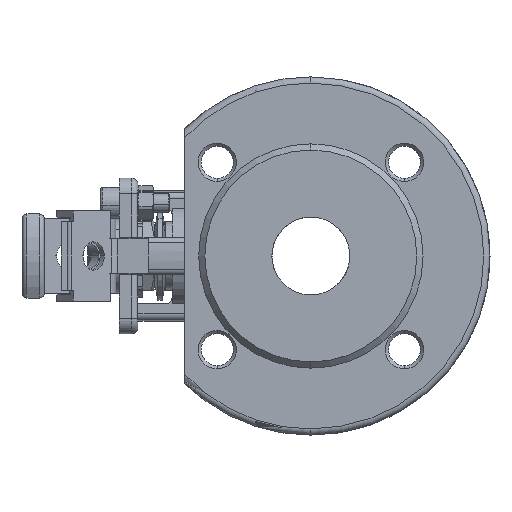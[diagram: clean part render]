
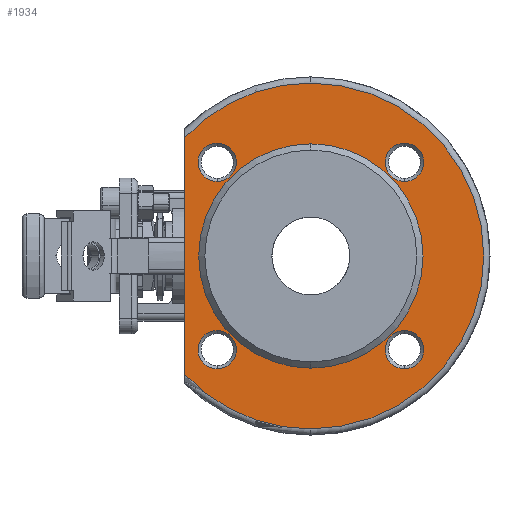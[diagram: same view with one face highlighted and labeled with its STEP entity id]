
A CAD part, left-side view. The second image highlights one B-rep face of the part: STEP entity #1934.
In plain terms, the highlighted planar face has unit normal (-1, 0, 0).
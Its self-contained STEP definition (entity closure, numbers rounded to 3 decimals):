
#237 = CARTESIAN_POINT ( 'NONE',  ( -23., 30.052, -30.052 ) ) ;
#437 = FACE_BOUND ( 'NONE', #24662, .T. ) ;
#1446 = CARTESIAN_POINT ( 'NONE',  ( -23., 0., 0. ) ) ;
#1934 = ADVANCED_FACE ( 'NONE', ( #6533, #437, #14124, #19636, #23686, #5018 ), #12200, .T. ) ;
#1960 = AXIS2_PLACEMENT_3D ( 'NONE', #24688, #21446, #5351 ) ;
#2260 = AXIS2_PLACEMENT_3D ( 'NONE', #35947, #29557, #7119 ) ;
#2371 = EDGE_LOOP ( 'NONE', ( #34590, #17993, #8973, #9643 ) ) ;
#2554 = CARTESIAN_POINT ( 'NONE',  ( -23., 0., 0. ) ) ;
#3038 = AXIS2_PLACEMENT_3D ( 'NONE', #35536, #9400, #38818 ) ;
#4156 = LINE ( 'NONE', #26197, #29382 ) ;
#4338 = CARTESIAN_POINT ( 'NONE',  ( -23., -30.052, -23.902 ) ) ;
#4704 = DIRECTION ( 'NONE',  ( 0., 0., 1. ) ) ;
#4907 = CARTESIAN_POINT ( 'NONE',  ( -23., 0., -36. ) ) ;
#4921 = EDGE_LOOP ( 'NONE', ( #41182, #33629 ) ) ;
#5018 = FACE_OUTER_BOUND ( 'NONE', #2371, .T. ) ;
#5180 = CIRCLE ( 'NONE', #1960, 6.15 ) ;
#5351 = DIRECTION ( 'NONE',  ( 0., 0., 1. ) ) ;
#5656 = VERTEX_POINT ( 'NONE', #12714 ) ;
#5735 = VERTEX_POINT ( 'NONE', #9656 ) ;
#6328 = CIRCLE ( 'NONE', #40145, 55.5 ) ;
#6344 = ORIENTED_EDGE ( 'NONE', *, *, #17647, .T. ) ;
#6533 = FACE_BOUND ( 'NONE', #4921, .T. ) ;
#7119 = DIRECTION ( 'NONE',  ( 0., 0., 1. ) ) ;
#7282 = DIRECTION ( 'NONE',  ( 1., 0., 0. ) ) ;
#8406 = VERTEX_POINT ( 'NONE', #41191 ) ;
#8749 = DIRECTION ( 'NONE',  ( 1., 0., 0. ) ) ;
#8973 = ORIENTED_EDGE ( 'NONE', *, *, #39945, .T. ) ;
#9014 = EDGE_LOOP ( 'NONE', ( #31243, #13977 ) ) ;
#9225 = EDGE_CURVE ( 'NONE', #29476, #13847, #18573, .T. ) ;
#9400 = DIRECTION ( 'NONE',  ( -1., 0., 0. ) ) ;
#9493 = EDGE_CURVE ( 'NONE', #13093, #18441, #20602, .T. ) ;
#9643 = ORIENTED_EDGE ( 'NONE', *, *, #17120, .F. ) ;
#9656 = CARTESIAN_POINT ( 'NONE',  ( -23., -30.052, -36.202 ) ) ;
#9808 = AXIS2_PLACEMENT_3D ( 'NONE', #26638, #7282, #39803 ) ;
#10946 = CARTESIAN_POINT ( 'NONE',  ( -23., 0., 0. ) ) ;
#11560 = AXIS2_PLACEMENT_3D ( 'NONE', #27875, #37769, #31367 ) ;
#11856 = ORIENTED_EDGE ( 'NONE', *, *, #27563, .T. ) ;
#12167 = DIRECTION ( 'NONE',  ( 1., 0., 0. ) ) ;
#12200 = PLANE ( 'NONE',  #15090 ) ;
#12593 = CIRCLE ( 'NONE', #16812, 55.5 ) ;
#12714 = CARTESIAN_POINT ( 'NONE',  ( -23., 40.5, -37.947 ) ) ;
#13093 = VERTEX_POINT ( 'NONE', #24530 ) ;
#13544 = DIRECTION ( 'NONE',  ( 0., 0., 1. ) ) ;
#13847 = VERTEX_POINT ( 'NONE', #21802 ) ;
#13977 = ORIENTED_EDGE ( 'NONE', *, *, #19009, .F. ) ;
#14104 = CARTESIAN_POINT ( 'NONE',  ( -23., 30.052, 36.202 ) ) ;
#14124 = FACE_BOUND ( 'NONE', #32480, .T. ) ;
#14279 = CIRCLE ( 'NONE', #35685, 6.15 ) ;
#14554 = VERTEX_POINT ( 'NONE', #22123 ) ;
#14625 = CARTESIAN_POINT ( 'NONE',  ( -23., 30.052, -23.902 ) ) ;
#15090 = AXIS2_PLACEMENT_3D ( 'NONE', #34257, #31253, #34798 ) ;
#15418 = DIRECTION ( 'NONE',  ( 0., 0., 1. ) ) ;
#15424 = CARTESIAN_POINT ( 'NONE',  ( -23., 30.052, 30.052 ) ) ;
#16681 = VERTEX_POINT ( 'NONE', #40295 ) ;
#16694 = CARTESIAN_POINT ( 'NONE',  ( -23., 30.052, -30.052 ) ) ;
#16812 = AXIS2_PLACEMENT_3D ( 'NONE', #23358, #20374, #33499 ) ;
#16964 = DIRECTION ( 'NONE',  ( 1., 0., 0. ) ) ;
#17074 = EDGE_CURVE ( 'NONE', #5735, #35481, #35479, .T. ) ;
#17120 = EDGE_CURVE ( 'NONE', #5656, #14554, #4156, .T. ) ;
#17195 = AXIS2_PLACEMENT_3D ( 'NONE', #15424, #8749, #18965 ) ;
#17631 = CIRCLE ( 'NONE', #3038, 36. ) ;
#17647 = EDGE_CURVE ( 'NONE', #26567, #20421, #41541, .T. ) ;
#17714 = EDGE_CURVE ( 'NONE', #18441, #13093, #28870, .T. ) ;
#17849 = DIRECTION ( 'NONE',  ( 0., 0., 1. ) ) ;
#17993 = ORIENTED_EDGE ( 'NONE', *, *, #36127, .T. ) ;
#18380 = CARTESIAN_POINT ( 'NONE',  ( -23., -30.052, 30.052 ) ) ;
#18441 = VERTEX_POINT ( 'NONE', #29609 ) ;
#18573 = CIRCLE ( 'NONE', #22950, 6.15 ) ;
#18965 = DIRECTION ( 'NONE',  ( 0., 0., 1. ) ) ;
#19009 = EDGE_CURVE ( 'NONE', #40488, #39281, #38906, .T. ) ;
#19636 = FACE_BOUND ( 'NONE', #20786, .T. ) ;
#20330 = AXIS2_PLACEMENT_3D ( 'NONE', #2554, #31357, #15418 ) ;
#20374 = DIRECTION ( 'NONE',  ( -1., 0., 0. ) ) ;
#20421 = VERTEX_POINT ( 'NONE', #14104 ) ;
#20468 = ORIENTED_EDGE ( 'NONE', *, *, #9225, .T. ) ;
#20602 = CIRCLE ( 'NONE', #11560, 6.15 ) ;
#20786 = EDGE_LOOP ( 'NONE', ( #20468, #20847 ) ) ;
#20847 = ORIENTED_EDGE ( 'NONE', *, *, #33575, .T. ) ;
#20948 = DIRECTION ( 'NONE',  ( -1., 0., 0. ) ) ;
#21446 = DIRECTION ( 'NONE',  ( 1., 0., 0. ) ) ;
#21802 = CARTESIAN_POINT ( 'NONE',  ( -23., 30.052, -36.202 ) ) ;
#22123 = CARTESIAN_POINT ( 'NONE',  ( -23., 40.5, 37.947 ) ) ;
#22950 = AXIS2_PLACEMENT_3D ( 'NONE', #16694, #16964, #32779 ) ;
#23169 = DIRECTION ( 'NONE',  ( 1., 0., 0. ) ) ;
#23358 = CARTESIAN_POINT ( 'NONE',  ( -23., 0., 0. ) ) ;
#23686 = FACE_BOUND ( 'NONE', #9014, .T. ) ;
#24212 = DIRECTION ( 'NONE',  ( -1., 0., 0. ) ) ;
#24530 = CARTESIAN_POINT ( 'NONE',  ( -23., -30.052, 36.202 ) ) ;
#24662 = EDGE_LOOP ( 'NONE', ( #26534, #35217 ) ) ;
#24688 = CARTESIAN_POINT ( 'NONE',  ( -23., 30.052, 30.052 ) ) ;
#25013 = DIRECTION ( 'NONE',  ( 0., 0., 1. ) ) ;
#26197 = CARTESIAN_POINT ( 'NONE',  ( -23., 40.5, -56.342 ) ) ;
#26534 = ORIENTED_EDGE ( 'NONE', *, *, #9493, .T. ) ;
#26567 = VERTEX_POINT ( 'NONE', #33695 ) ;
#26638 = CARTESIAN_POINT ( 'NONE',  ( -23., -30.052, -30.052 ) ) ;
#26649 = AXIS2_PLACEMENT_3D ( 'NONE', #18380, #12167, #25013 ) ;
#27563 = EDGE_CURVE ( 'NONE', #20421, #26567, #5180, .T. ) ;
#27875 = CARTESIAN_POINT ( 'NONE',  ( -23., -30.052, 30.052 ) ) ;
#28870 = CIRCLE ( 'NONE', #26649, 6.15 ) ;
#29382 = VECTOR ( 'NONE', #36077, 1000. ) ;
#29476 = VERTEX_POINT ( 'NONE', #14625 ) ;
#29557 = DIRECTION ( 'NONE',  ( 1., 0., 0. ) ) ;
#29609 = CARTESIAN_POINT ( 'NONE',  ( -23., -30.052, 23.902 ) ) ;
#29973 = CIRCLE ( 'NONE', #9808, 6.15 ) ;
#30728 = AXIS2_PLACEMENT_3D ( 'NONE', #10946, #24212, #17849 ) ;
#31243 = ORIENTED_EDGE ( 'NONE', *, *, #36772, .F. ) ;
#31253 = DIRECTION ( 'NONE',  ( -1., 0., 0. ) ) ;
#31312 = CARTESIAN_POINT ( 'NONE',  ( -23., 0., 36. ) ) ;
#31357 = DIRECTION ( 'NONE',  ( -1., 0., 0. ) ) ;
#31367 = DIRECTION ( 'NONE',  ( 0., 0., 1. ) ) ;
#32480 = EDGE_LOOP ( 'NONE', ( #11856, #6344 ) ) ;
#32779 = DIRECTION ( 'NONE',  ( 0., 0., 1. ) ) ;
#33499 = DIRECTION ( 'NONE',  ( 0., 0., 1. ) ) ;
#33575 = EDGE_CURVE ( 'NONE', #13847, #29476, #14279, .T. ) ;
#33629 = ORIENTED_EDGE ( 'NONE', *, *, #17074, .T. ) ;
#33695 = CARTESIAN_POINT ( 'NONE',  ( -23., 30.052, 23.902 ) ) ;
#34257 = CARTESIAN_POINT ( 'NONE',  ( -23., -55.5, 0. ) ) ;
#34590 = ORIENTED_EDGE ( 'NONE', *, *, #36083, .T. ) ;
#34798 = DIRECTION ( 'NONE',  ( 0., 0., 1. ) ) ;
#35217 = ORIENTED_EDGE ( 'NONE', *, *, #17714, .T. ) ;
#35479 = CIRCLE ( 'NONE', #2260, 6.15 ) ;
#35481 = VERTEX_POINT ( 'NONE', #4338 ) ;
#35536 = CARTESIAN_POINT ( 'NONE',  ( -23., 0., 0. ) ) ;
#35685 = AXIS2_PLACEMENT_3D ( 'NONE', #237, #23169, #13544 ) ;
#35947 = CARTESIAN_POINT ( 'NONE',  ( -23., -30.052, -30.052 ) ) ;
#36077 = DIRECTION ( 'NONE',  ( 0., 0., 1. ) ) ;
#36083 = EDGE_CURVE ( 'NONE', #5656, #16681, #12593, .T. ) ;
#36127 = EDGE_CURVE ( 'NONE', #16681, #8406, #37361, .T. ) ;
#36772 = EDGE_CURVE ( 'NONE', #39281, #40488, #17631, .T. ) ;
#37361 = CIRCLE ( 'NONE', #20330, 55.5 ) ;
#37769 = DIRECTION ( 'NONE',  ( 1., 0., 0. ) ) ;
#38818 = DIRECTION ( 'NONE',  ( 0., 0., 1. ) ) ;
#38906 = CIRCLE ( 'NONE', #30728, 36. ) ;
#39281 = VERTEX_POINT ( 'NONE', #4907 ) ;
#39803 = DIRECTION ( 'NONE',  ( 0., 0., 1. ) ) ;
#39945 = EDGE_CURVE ( 'NONE', #8406, #14554, #6328, .T. ) ;
#40145 = AXIS2_PLACEMENT_3D ( 'NONE', #1446, #20948, #4704 ) ;
#40295 = CARTESIAN_POINT ( 'NONE',  ( -23., 0., -55.5 ) ) ;
#40488 = VERTEX_POINT ( 'NONE', #31312 ) ;
#41182 = ORIENTED_EDGE ( 'NONE', *, *, #41899, .T. ) ;
#41191 = CARTESIAN_POINT ( 'NONE',  ( -23., 0., 55.5 ) ) ;
#41541 = CIRCLE ( 'NONE', #17195, 6.15 ) ;
#41899 = EDGE_CURVE ( 'NONE', #35481, #5735, #29973, .T. ) ;
